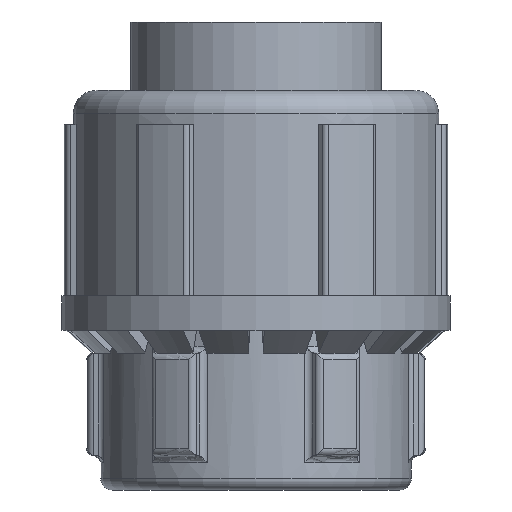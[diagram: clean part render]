
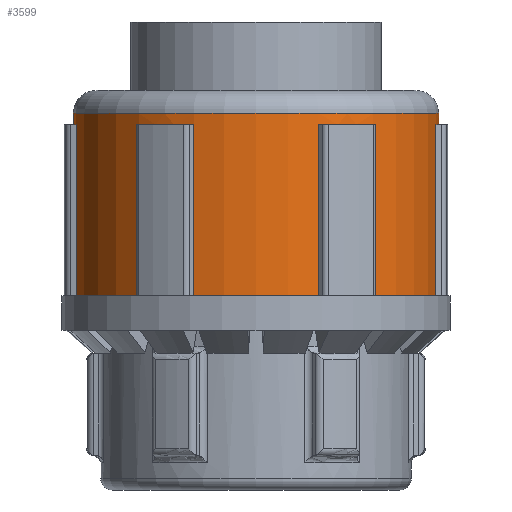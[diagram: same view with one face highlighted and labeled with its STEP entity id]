
A CAD part, left-side view. The second image highlights one B-rep face of the part: STEP entity #3599.
In plain terms, the highlighted cylindrical face has radius 16 mm (diameter 32 mm), a full revolution.
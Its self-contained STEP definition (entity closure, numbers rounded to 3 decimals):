
#162=CYLINDRICAL_SURFACE('',#4012,16.);
#486=FACE_OUTER_BOUND('',#699,.T.);
#699=EDGE_LOOP('',(#3244,#3245,#3246,#3247,#3248,#3249,#3250,#3251,#3252,
#3253,#3254,#3255,#3256,#3257,#3258,#3259,#3260,#3261,#3262,#3263,#3264,
#3265,#3266,#3267,#3268,#3269,#3270,#3271,#3272));
#866=CIRCLE('',#3937,16.);
#867=CIRCLE('',#3942,16.);
#868=CIRCLE('',#3947,16.);
#869=CIRCLE('',#3948,16.);
#870=CIRCLE('',#3953,16.);
#871=CIRCLE('',#3958,16.);
#873=CIRCLE('',#3963,16.);
#877=CIRCLE('',#3967,16.);
#878=CIRCLE('',#3968,16.);
#879=CIRCLE('',#3969,16.);
#880=CIRCLE('',#3970,16.);
#881=CIRCLE('',#3971,16.);
#891=CIRCLE('',#4000,16.);
#896=CIRCLE('',#4009,16.);
#897=CIRCLE('',#4010,16.);
#1030=LINE('',#5524,#1279);
#1046=LINE('',#5717,#1295);
#1062=LINE('',#5910,#1311);
#1078=LINE('',#6103,#1327);
#1094=LINE('',#6296,#1343);
#1108=LINE('',#6480,#1357);
#1112=LINE('',#6491,#1361);
#1116=LINE('',#6502,#1365);
#1120=LINE('',#6515,#1369);
#1124=LINE('',#6526,#1373);
#1131=LINE('',#6561,#1380);
#1146=LINE('',#6743,#1395);
#1148=LINE('',#6765,#1397);
#1279=VECTOR('',#4507,10.);
#1295=VECTOR('',#4577,10.);
#1311=VECTOR('',#4647,10.);
#1327=VECTOR('',#4717,10.);
#1343=VECTOR('',#4787,10.);
#1357=VECTOR('',#4849,10.);
#1361=VECTOR('',#4863,10.);
#1365=VECTOR('',#4877,10.);
#1369=VECTOR('',#4893,10.);
#1373=VECTOR('',#4907,10.);
#1380=VECTOR('',#4950,10.);
#1395=VECTOR('',#5013,10.);
#1397=VECTOR('',#5043,16.);
#1548=VERTEX_POINT('',#5521);
#1549=VERTEX_POINT('',#5523);
#1578=VERTEX_POINT('',#5714);
#1579=VERTEX_POINT('',#5716);
#1608=VERTEX_POINT('',#5907);
#1609=VERTEX_POINT('',#5909);
#1638=VERTEX_POINT('',#6100);
#1639=VERTEX_POINT('',#6102);
#1668=VERTEX_POINT('',#6293);
#1669=VERTEX_POINT('',#6295);
#1694=VERTEX_POINT('',#6477);
#1695=VERTEX_POINT('',#6479);
#1696=VERTEX_POINT('',#6488);
#1697=VERTEX_POINT('',#6490);
#1698=VERTEX_POINT('',#6499);
#1699=VERTEX_POINT('',#6501);
#1700=VERTEX_POINT('',#6505);
#1701=VERTEX_POINT('',#6512);
#1702=VERTEX_POINT('',#6514);
#1703=VERTEX_POINT('',#6523);
#1704=VERTEX_POINT('',#6525);
#1706=VERTEX_POINT('',#6536);
#1711=VERTEX_POINT('',#6546);
#1714=VERTEX_POINT('',#6560);
#1737=VERTEX_POINT('',#6741);
#1742=VERTEX_POINT('',#6759);
#1743=VERTEX_POINT('',#6760);
#1973=EDGE_CURVE('',#1549,#1548,#1030,.T.);
#2017=EDGE_CURVE('',#1579,#1578,#1046,.T.);
#2061=EDGE_CURVE('',#1609,#1608,#1062,.T.);
#2105=EDGE_CURVE('',#1639,#1638,#1078,.T.);
#2149=EDGE_CURVE('',#1669,#1668,#1094,.T.);
#2189=EDGE_CURVE('',#1695,#1694,#1108,.T.);
#2191=EDGE_CURVE('',#1694,#1549,#866,.T.);
#2194=EDGE_CURVE('',#1697,#1696,#1112,.T.);
#2196=EDGE_CURVE('',#1696,#1579,#867,.T.);
#2199=EDGE_CURVE('',#1699,#1698,#1116,.T.);
#2201=EDGE_CURVE('',#1700,#1609,#868,.T.);
#2202=EDGE_CURVE('',#1698,#1700,#869,.T.);
#2205=EDGE_CURVE('',#1702,#1701,#1120,.T.);
#2207=EDGE_CURVE('',#1701,#1639,#870,.T.);
#2210=EDGE_CURVE('',#1704,#1703,#1124,.T.);
#2212=EDGE_CURVE('',#1703,#1669,#871,.T.);
#2215=EDGE_CURVE('',#1695,#1706,#873,.T.);
#2221=EDGE_CURVE('',#1711,#1668,#877,.T.);
#2222=EDGE_CURVE('',#1704,#1638,#878,.T.);
#2223=EDGE_CURVE('',#1702,#1608,#879,.T.);
#2224=EDGE_CURVE('',#1699,#1578,#880,.T.);
#2225=EDGE_CURVE('',#1697,#1548,#881,.T.);
#2229=EDGE_CURVE('',#1714,#1706,#1131,.T.);
#2268=EDGE_CURVE('',#1711,#1737,#1146,.T.);
#2269=EDGE_CURVE('',#1737,#1714,#891,.T.);
#2275=EDGE_CURVE('',#1742,#1743,#896,.T.);
#2276=EDGE_CURVE('',#1743,#1742,#897,.T.);
#2278=EDGE_CURVE('',#1700,#1742,#1148,.T.);
#3244=ORIENTED_EDGE('',*,*,#1973,.T.);
#3245=ORIENTED_EDGE('',*,*,#2225,.F.);
#3246=ORIENTED_EDGE('',*,*,#2194,.T.);
#3247=ORIENTED_EDGE('',*,*,#2196,.T.);
#3248=ORIENTED_EDGE('',*,*,#2017,.T.);
#3249=ORIENTED_EDGE('',*,*,#2224,.F.);
#3250=ORIENTED_EDGE('',*,*,#2199,.T.);
#3251=ORIENTED_EDGE('',*,*,#2202,.T.);
#3252=ORIENTED_EDGE('',*,*,#2278,.T.);
#3253=ORIENTED_EDGE('',*,*,#2275,.T.);
#3254=ORIENTED_EDGE('',*,*,#2276,.T.);
#3255=ORIENTED_EDGE('',*,*,#2278,.F.);
#3256=ORIENTED_EDGE('',*,*,#2201,.T.);
#3257=ORIENTED_EDGE('',*,*,#2061,.T.);
#3258=ORIENTED_EDGE('',*,*,#2223,.F.);
#3259=ORIENTED_EDGE('',*,*,#2205,.T.);
#3260=ORIENTED_EDGE('',*,*,#2207,.T.);
#3261=ORIENTED_EDGE('',*,*,#2105,.T.);
#3262=ORIENTED_EDGE('',*,*,#2222,.F.);
#3263=ORIENTED_EDGE('',*,*,#2210,.T.);
#3264=ORIENTED_EDGE('',*,*,#2212,.T.);
#3265=ORIENTED_EDGE('',*,*,#2149,.T.);
#3266=ORIENTED_EDGE('',*,*,#2221,.F.);
#3267=ORIENTED_EDGE('',*,*,#2268,.T.);
#3268=ORIENTED_EDGE('',*,*,#2269,.T.);
#3269=ORIENTED_EDGE('',*,*,#2229,.T.);
#3270=ORIENTED_EDGE('',*,*,#2215,.F.);
#3271=ORIENTED_EDGE('',*,*,#2189,.T.);
#3272=ORIENTED_EDGE('',*,*,#2191,.T.);
#3599=ADVANCED_FACE('',(#486),#162,.T.);
#3937=AXIS2_PLACEMENT_3D('',#6483,#4853,#4854);
#3942=AXIS2_PLACEMENT_3D('',#6494,#4867,#4868);
#3947=AXIS2_PLACEMENT_3D('',#6506,#4881,#4882);
#3948=AXIS2_PLACEMENT_3D('',#6507,#4883,#4884);
#3953=AXIS2_PLACEMENT_3D('',#6518,#4897,#4898);
#3958=AXIS2_PLACEMENT_3D('',#6529,#4911,#4912);
#3963=AXIS2_PLACEMENT_3D('',#6537,#4922,#4923);
#3967=AXIS2_PLACEMENT_3D('',#6548,#4932,#4933);
#3968=AXIS2_PLACEMENT_3D('',#6549,#4934,#4935);
#3969=AXIS2_PLACEMENT_3D('',#6550,#4936,#4937);
#3970=AXIS2_PLACEMENT_3D('',#6551,#4938,#4939);
#3971=AXIS2_PLACEMENT_3D('',#6552,#4940,#4941);
#4000=AXIS2_PLACEMENT_3D('',#6745,#5016,#5017);
#4009=AXIS2_PLACEMENT_3D('',#6761,#5035,#5036);
#4010=AXIS2_PLACEMENT_3D('',#6762,#5037,#5038);
#4012=AXIS2_PLACEMENT_3D('',#6764,#5041,#5042);
#4507=DIRECTION('',(0.,0.,-1.));
#4577=DIRECTION('',(0.,0.,-1.));
#4647=DIRECTION('',(0.,0.,-1.));
#4717=DIRECTION('',(0.,0.,-1.));
#4787=DIRECTION('',(0.,0.,-1.));
#4849=DIRECTION('',(0.,0.,1.));
#4853=DIRECTION('center_axis',(0.,0.,1.));
#4854=DIRECTION('ref_axis',(0.,1.,0.));
#4863=DIRECTION('',(0.,0.,1.));
#4867=DIRECTION('center_axis',(0.,0.,1.));
#4868=DIRECTION('ref_axis',(0.,1.,0.));
#4877=DIRECTION('',(0.,0.,1.));
#4881=DIRECTION('center_axis',(0.,0.,1.));
#4882=DIRECTION('ref_axis',(0.,1.,0.));
#4883=DIRECTION('center_axis',(0.,0.,1.));
#4884=DIRECTION('ref_axis',(0.,1.,0.));
#4893=DIRECTION('',(0.,0.,1.));
#4897=DIRECTION('center_axis',(0.,0.,1.));
#4898=DIRECTION('ref_axis',(0.,1.,0.));
#4907=DIRECTION('',(0.,0.,1.));
#4911=DIRECTION('center_axis',(0.,0.,1.));
#4912=DIRECTION('ref_axis',(0.,1.,0.));
#4922=DIRECTION('center_axis',(0.,0.,-1.));
#4923=DIRECTION('ref_axis',(1.,0.,0.));
#4932=DIRECTION('center_axis',(0.,0.,-1.));
#4933=DIRECTION('ref_axis',(1.,0.,0.));
#4934=DIRECTION('center_axis',(0.,0.,-1.));
#4935=DIRECTION('ref_axis',(1.,0.,0.));
#4936=DIRECTION('center_axis',(0.,0.,-1.));
#4937=DIRECTION('ref_axis',(1.,0.,0.));
#4938=DIRECTION('center_axis',(0.,0.,-1.));
#4939=DIRECTION('ref_axis',(1.,0.,0.));
#4940=DIRECTION('center_axis',(0.,0.,-1.));
#4941=DIRECTION('ref_axis',(1.,0.,0.));
#4950=DIRECTION('',(0.,0.,-1.));
#5013=DIRECTION('',(0.,0.,1.));
#5016=DIRECTION('center_axis',(0.,0.,1.));
#5017=DIRECTION('ref_axis',(0.,1.,0.));
#5035=DIRECTION('center_axis',(0.,0.,-1.));
#5036=DIRECTION('ref_axis',(1.,0.,0.));
#5037=DIRECTION('center_axis',(0.,0.,-1.));
#5038=DIRECTION('ref_axis',(1.,0.,0.));
#5041=DIRECTION('center_axis',(0.,0.,-1.));
#5042=DIRECTION('ref_axis',(0.,1.,0.));
#5043=DIRECTION('',(0.,0.,1.));
#5521=CARTESIAN_POINT('',(-15.035,5.472,-24.));
#5523=CARTESIAN_POINT('',(-15.035,5.472,-9.));
#5524=CARTESIAN_POINT('',(-15.035,5.472,-16.));
#5714=CARTESIAN_POINT('',(-12.257,-10.285,-24.));
#5716=CARTESIAN_POINT('',(-12.257,-10.285,-9.));
#5717=CARTESIAN_POINT('',(-12.257,-10.285,-16.));
#5907=CARTESIAN_POINT('',(2.778,-15.757,-24.));
#5909=CARTESIAN_POINT('',(2.778,-15.757,-9.));
#5910=CARTESIAN_POINT('',(2.778,-15.757,-16.));
#6100=CARTESIAN_POINT('',(15.035,-5.472,-24.));
#6102=CARTESIAN_POINT('',(15.035,-5.472,-9.));
#6103=CARTESIAN_POINT('',(15.035,-5.472,-16.));
#6293=CARTESIAN_POINT('',(12.257,10.285,-24.));
#6295=CARTESIAN_POINT('',(12.257,10.285,-9.));
#6296=CARTESIAN_POINT('',(12.257,10.285,-16.));
#6477=CARTESIAN_POINT('',(-12.257,10.285,-9.));
#6479=CARTESIAN_POINT('',(-12.257,10.285,-24.));
#6480=CARTESIAN_POINT('',(-12.257,10.285,-16.));
#6483=CARTESIAN_POINT('Origin',(0.,0.,-9.));
#6488=CARTESIAN_POINT('',(-15.035,-5.472,-9.));
#6490=CARTESIAN_POINT('',(-15.035,-5.472,-24.));
#6491=CARTESIAN_POINT('',(-15.035,-5.472,-16.));
#6494=CARTESIAN_POINT('Origin',(0.,0.,-9.));
#6499=CARTESIAN_POINT('',(-2.778,-15.757,-9.));
#6501=CARTESIAN_POINT('',(-2.778,-15.757,-24.));
#6502=CARTESIAN_POINT('',(-2.778,-15.757,-16.));
#6505=CARTESIAN_POINT('',(0.,-16.,-9.));
#6506=CARTESIAN_POINT('Origin',(0.,0.,-9.));
#6507=CARTESIAN_POINT('Origin',(0.,0.,-9.));
#6512=CARTESIAN_POINT('',(12.257,-10.285,-9.));
#6514=CARTESIAN_POINT('',(12.257,-10.285,-24.));
#6515=CARTESIAN_POINT('',(12.257,-10.285,-16.));
#6518=CARTESIAN_POINT('Origin',(0.,0.,-9.));
#6523=CARTESIAN_POINT('',(15.035,5.472,-9.));
#6525=CARTESIAN_POINT('',(15.035,5.472,-24.));
#6526=CARTESIAN_POINT('',(15.035,5.472,-16.));
#6529=CARTESIAN_POINT('Origin',(0.,0.,-9.));
#6536=CARTESIAN_POINT('',(-2.778,15.757,-24.));
#6537=CARTESIAN_POINT('Origin',(0.,0.,-24.));
#6546=CARTESIAN_POINT('',(2.778,15.757,-24.));
#6548=CARTESIAN_POINT('Origin',(0.,0.,-24.));
#6549=CARTESIAN_POINT('Origin',(0.,0.,-24.));
#6550=CARTESIAN_POINT('Origin',(0.,0.,-24.));
#6551=CARTESIAN_POINT('Origin',(0.,0.,-24.));
#6552=CARTESIAN_POINT('Origin',(0.,0.,-24.));
#6560=CARTESIAN_POINT('',(-2.778,15.757,-9.));
#6561=CARTESIAN_POINT('',(-2.778,15.757,-16.));
#6741=CARTESIAN_POINT('',(2.778,15.757,-9.));
#6743=CARTESIAN_POINT('',(2.778,15.757,-16.));
#6745=CARTESIAN_POINT('Origin',(0.,0.,-9.));
#6759=CARTESIAN_POINT('',(0.,-16.,-8.));
#6760=CARTESIAN_POINT('',(16.,0.,-8.));
#6761=CARTESIAN_POINT('Origin',(0.,0.,-8.));
#6762=CARTESIAN_POINT('Origin',(0.,0.,-8.));
#6764=CARTESIAN_POINT('Origin',(0.,0.,-16.));
#6765=CARTESIAN_POINT('',(0.,-16.,-16.));
